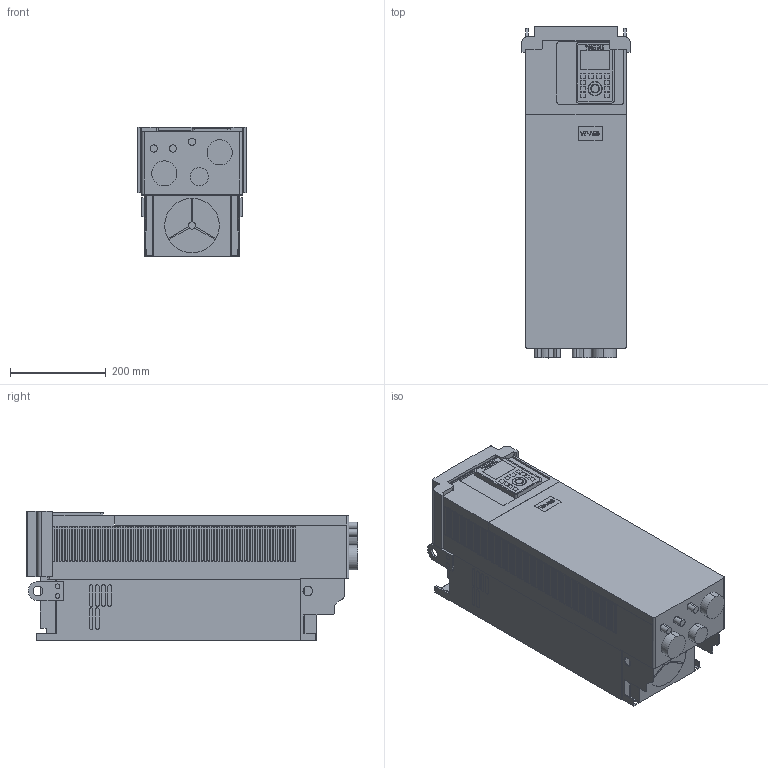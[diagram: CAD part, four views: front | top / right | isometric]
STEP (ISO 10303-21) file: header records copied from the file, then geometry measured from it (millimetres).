
FILE_DESCRIPTION (( 'STEP AP214' ), '1' );
FILE_NAME ('VFAS3-4220PC.STEP', '2024-02-28T00:50:19', ( '' ), ( '' ), 'SwSTEP 2.0', 'SolidWorks 2021', '' );
FILE_SCHEMA (( 'AUTOMOTIVE_DESIGN' ));
Length unit declared in the file: inch
Products named in the file (1): VFAS3-4220PC
Bounding box: 226 x 693.89 x 271 mm (x, y, z)
Volume: 33135351.9 mm3; surface area: 872618.1 mm2
Topology: 2 solids, 6 shells, 1636 faces, 4143 edges, 2758 vertices
Faces by surface type: plane 953, cylinder 683
Entity records: 49562 total; most frequent: DIRECTION 8793, CARTESIAN_POINT 8538, ORIENTED_EDGE 8286, EDGE_CURVE 4143, AXIS2_PLACEMENT_3D 3013, VECTOR 2767, LINE 2767, VERTEX_POINT 2758
